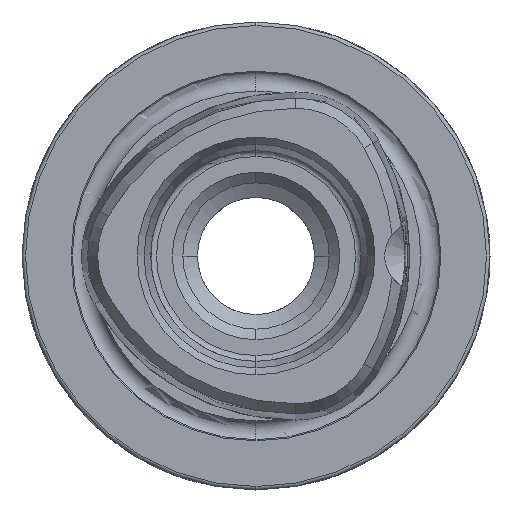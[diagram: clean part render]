
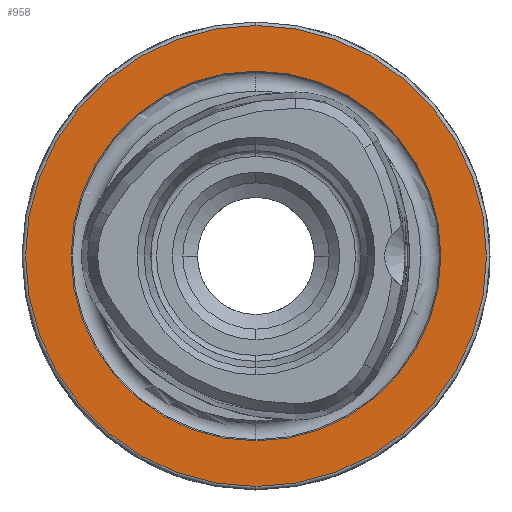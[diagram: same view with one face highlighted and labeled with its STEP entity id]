
A CAD part, left-side view. The second image highlights one B-rep face of the part: STEP entity #958.
In plain terms, the highlighted planar face has unit normal (-1, 0, 0).
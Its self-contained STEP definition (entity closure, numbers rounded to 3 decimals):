
#37 = CARTESIAN_POINT ( 'NONE',  ( 0., 15.8, 0. ) ) ;
#40 = PLANE ( 'NONE',  #7181 ) ;
#42 = DIRECTION ( 'NONE',  ( 1., 0., 0. ) ) ;
#43 = DIRECTION ( 'NONE',  ( 0., 0., -1. ) ) ;
#654 = CARTESIAN_POINT ( 'NONE',  ( 0., 0., -15.8 ) ) ;
#657 = CARTESIAN_POINT ( 'NONE',  ( 0., 0., -19.7 ) ) ;
#658 = CARTESIAN_POINT ( 'NONE',  ( 0., 0., 15.8 ) ) ;
#659 = CARTESIAN_POINT ( 'NONE',  ( 0., 0., 19.7 ) ) ;
#751 = ORIENTED_EDGE ( 'NONE', *, *, #3598, .F. ) ;
#752 = ORIENTED_EDGE ( 'NONE', *, *, #5806, .F. ) ;
#753 = ORIENTED_EDGE ( 'NONE', *, *, #5812, .T. ) ;
#754 = ORIENTED_EDGE ( 'NONE', *, *, #3599, .T. ) ;
#958 = ADVANCED_FACE ( 'NONE', ( #6136, #6140 ), #40, .F. ) ;
#1394 = CIRCLE ( 'NONE', #7431, 19.7 ) ;
#1395 = CIRCLE ( 'NONE', #7430, 15.8 ) ;
#2885 = CIRCLE ( 'NONE', #4533, 15.8 ) ;
#2891 = CIRCLE ( 'NONE', #4536, 19.7 ) ;
#3598 = EDGE_CURVE ( 'NONE', #7613, #7612, #1395, .T. ) ;
#3599 = EDGE_CURVE ( 'NONE', #7616, #7615, #1394, .T. ) ;
#4533 = AXIS2_PLACEMENT_3D ( 'NONE', #6611, #6612, #6613 ) ;
#4536 = AXIS2_PLACEMENT_3D ( 'NONE', #6641, #6642, #6643 ) ;
#4735 = CARTESIAN_POINT ( 'NONE',  ( 0., 0., 0. ) ) ;
#4736 = DIRECTION ( 'NONE',  ( -1., 0., 0. ) ) ;
#4737 = DIRECTION ( 'NONE',  ( 0., 0., 1. ) ) ;
#4738 = CARTESIAN_POINT ( 'NONE',  ( 0., 0., 0. ) ) ;
#4739 = DIRECTION ( 'NONE',  ( -1., 0., 0. ) ) ;
#4740 = DIRECTION ( 'NONE',  ( 0., 0., 1. ) ) ;
#5806 = EDGE_CURVE ( 'NONE', #7612, #7613, #2885, .T. ) ;
#5812 = EDGE_CURVE ( 'NONE', #7615, #7616, #2891, .T. ) ;
#6136 = FACE_BOUND ( 'NONE', #7603, .T. ) ;
#6140 = FACE_OUTER_BOUND ( 'NONE', #7595, .T. ) ;
#6611 = CARTESIAN_POINT ( 'NONE',  ( 0., 0., 0. ) ) ;
#6612 = DIRECTION ( 'NONE',  ( -1., 0., 0. ) ) ;
#6613 = DIRECTION ( 'NONE',  ( 0., 0., 1. ) ) ;
#6641 = CARTESIAN_POINT ( 'NONE',  ( 0., 0., 0. ) ) ;
#6642 = DIRECTION ( 'NONE',  ( -1., 0., 0. ) ) ;
#6643 = DIRECTION ( 'NONE',  ( 0., 0., 1. ) ) ;
#7181 = AXIS2_PLACEMENT_3D ( 'NONE', #37, #42, #43 ) ;
#7430 = AXIS2_PLACEMENT_3D ( 'NONE', #4735, #4736, #4737 ) ;
#7431 = AXIS2_PLACEMENT_3D ( 'NONE', #4738, #4739, #4740 ) ;
#7595 = EDGE_LOOP ( 'NONE', ( #753, #754 ) ) ;
#7603 = EDGE_LOOP ( 'NONE', ( #751, #752 ) ) ;
#7612 = VERTEX_POINT ( 'NONE', #654 ) ;
#7613 = VERTEX_POINT ( 'NONE', #658 ) ;
#7615 = VERTEX_POINT ( 'NONE', #659 ) ;
#7616 = VERTEX_POINT ( 'NONE', #657 ) ;
